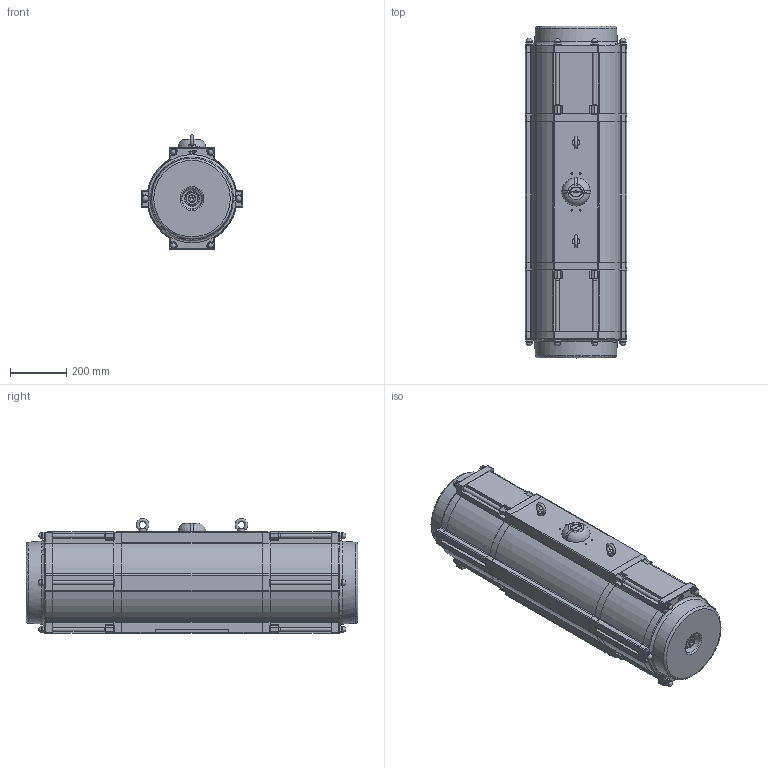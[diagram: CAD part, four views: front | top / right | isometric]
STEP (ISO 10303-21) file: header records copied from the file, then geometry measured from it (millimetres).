
FILE_DESCRIPTION(/* description */ ('Unknown'),/* implementation_level */ '2;1');
FILE_NAME(/* name */ 'GTA-302x90',/* time_stamp */ '2018-10-01T11:18:38+02:00',/* author */ ('Unknown'),/* organization */ ('Unknown'),/* preprocessor_version */ 'ST-DEVELOPER v16.7',/* originating_system */ 'DEX',/* authorisation */ $);
FILE_SCHEMA (('AUTOMOTIVE_DESIGN {1 0 10303 214 3 1 1}'));
Length unit declared in the file: millimetre
Products named in the file (1): GTA-302x90
Bounding box: 360 x 1176 x 406.99 mm (x, y, z)
Surface area: 2017288.2 mm2 (no closed solid volume)
Topology: 0 solids, 75 shells, 998 faces, 3231 edges, 2199 vertices
Faces by surface type: plane 410, cylinder 275, cone 145, torus 102, bspline 54, sphere 12
Full cylindrical faces by diameter (mm): 4.134 x8, 4.917 x1, 11.445 x2, 12 x1, 14 x28, 17.294 x4, 20 x12, 21 x12, 22 x2, 25 x2, 27 x2, 50 x1, 63 x1, 90 x1, 134 x1
Entity records: 39870 total; most frequent: CARTESIAN_POINT 12749, DIRECTION 5503, ORIENTED_EDGE 4889, EDGE_CURVE 2980, VERTEX_POINT 2124, AXIS2_PLACEMENT_3D 2041, LINE 1421, VECTOR 1421
